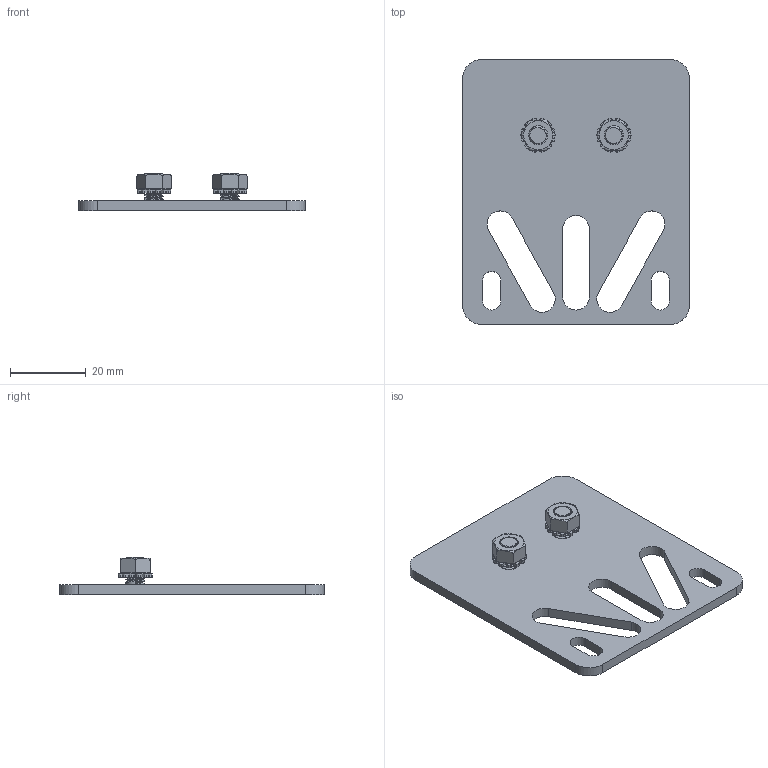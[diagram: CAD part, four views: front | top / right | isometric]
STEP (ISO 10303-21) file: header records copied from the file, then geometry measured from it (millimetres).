
FILE_DESCRIPTION((''),'2;1');
FILE_NAME('147227_ASM','2016-02-04T',('pdmadmin'),(''),'PRO/ENGINEER BY PARAMETRIC TECHNOLOGY CORPORATION, 2013230','PRO/ENGINEER BY PARAMETRIC TECHNOLOGY CORPORATION, 2013230','');
FILE_SCHEMA(('CONFIG_CONTROL_DESIGN'));
Length unit declared in the file: millimetre
Products named in the file (5): 141600; 141600_THREADED_INSERT; 141600_ASM; 119057; 147227_ASM
Assembly tree (6 placements, depth 3):
  147227_ASM
    141600_ASM
      141600
      141600_THREADED_INSERT  x2
    119057  x2
Bounding box: 60 x 70 x 10 mm (x, y, z)
Volume: 10016.9 mm3; surface area: 9739.2 mm2
Topology: 5 solids, 7 shells, 340 faces, 900 edges, 576 vertices
Faces by surface type: plane 164, cylinder 140, bspline 18, cone 10, torus 8
Entity records: 9568 total; most frequent: CARTESIAN_POINT 4644, DIRECTION 1015, ORIENTED_EDGE 1004, EDGE_CURVE 504, AXIS2_PLACEMENT_3D 367, VERTEX_POINT 324, VECTOR 281, LINE 281
